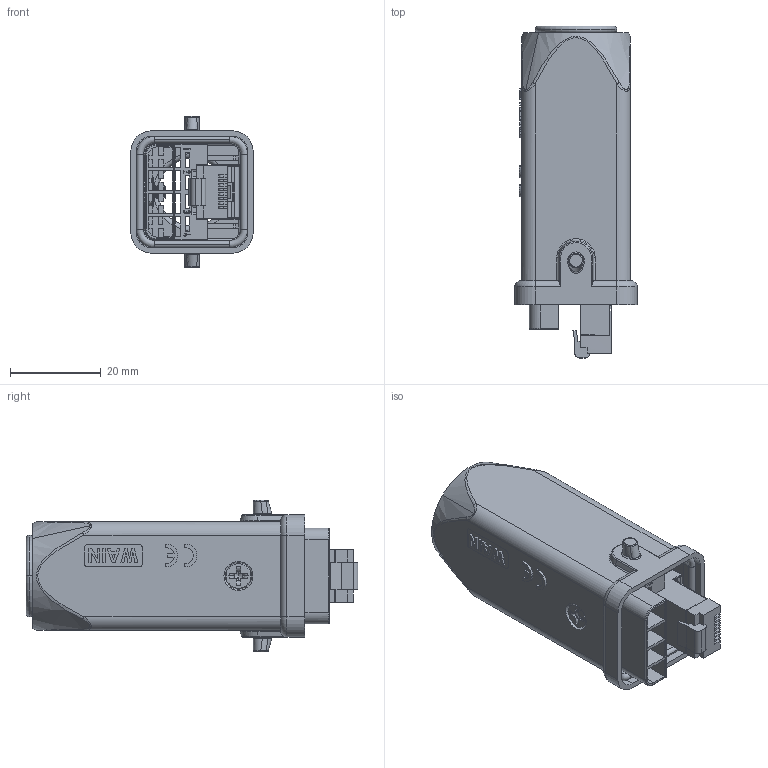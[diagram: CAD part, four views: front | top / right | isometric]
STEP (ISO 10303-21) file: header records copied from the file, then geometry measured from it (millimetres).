
FILE_DESCRIPTION((''),'2;1');
FILE_NAME('1210080010501_01-H3A-TE_S-2B-M2_ASM','2024-01-16T',('13843'),(''),'PRO/ENGINEER BY PARAMETRIC TECHNOLOGY CORPORATION, 2012480','PRO/ENGINEER BY PARAMETRIC TECHNOLOGY CORPORATION, 2012480','');
FILE_SCHEMA(('CONFIG_CONTROL_DESIGN'));
Length unit declared in the file: millimetre
Products named in the file (18): 1-2585; 2970000004618_01-H3A-004_RJ45-M_ASM; 2970000004621_01-RJ45-4PN__X2_7; 2970000004620_02-M3_SW4_3_2__X2; 9040000000028_01-_M3_6__X2_4E0D; 9030000000006_01-O_X2_578B5708_; 9030000000013_01-_X2_03A6_X0_1_; 2021070151001_01-P_WNA-M20_D6-1; 1021070151001_02-WNA-M20_D6-12__ASM; 9010520010001_01-RT12001_ZAMAK3; 2100034101027_01-P_H3A-TE-2B-M2_ASM; 9070100000011_01-FM-73-G2338__X; MANIFOLD_SOLID_BREP_2593; 1100034101002_03-H3A-TE-2B-M20__ASM; 9030000000135_01-H3A-D_L_D_L_X2; 1100034101102_03-H3A-TE_S-2B-M2_ASM; ASM0001_ASM; 1210080010501_01-H3A-TE_S-2B-M2_ASM
Assembly tree (17 placements, depth 6):
  1210080010501_01-H3A-TE_S-2B-M2_ASM
    ASM0001_ASM
      2970000004618_01-H3A-004_RJ45-M_ASM
        1-2585
      2970000004621_01-RJ45-4PN__X2_7
      2970000004620_02-M3_SW4_3_2__X2
      9040000000028_01-_M3_6__X2_4E0D
      9030000000006_01-O_X2_578B5708_
      1021070151001_02-WNA-M20_D6-12__ASM
        9030000000013_01-_X2_03A6_X0_1_
        2021070151001_01-P_WNA-M20_D6-1
      1100034101102_03-H3A-TE_S-2B-M2_ASM
        1100034101002_03-H3A-TE-2B-M20__ASM
          2100034101027_01-P_H3A-TE-2B-M2_ASM
            9010520010001_01-RT12001_ZAMAK3
          9070100000011_01-FM-73-G2338__X
          MANIFOLD_SOLID_BREP_2593
        9030000000135_01-H3A-D_L_D_L_X2
Bounding box: 27 x 73.28 x 33.4 mm (x, y, z)
Volume: 14298.8 mm3; surface area: 18575.7 mm2
Topology: 7 solids, 7 shells, 1070 faces, 3099 edges, 2040 vertices
Faces by surface type: plane 668, cylinder 294, torus 58, cone 25, bspline 23, sphere 2
Entity records: 53935 total; most frequent: CARTESIAN_POINT 13879, ORIENTED_EDGE 6190, DIRECTION 5508, PRESENTATION_STYLE_ASSIGNMENT 3419, STYLED_ITEM 3102, CURVE_STYLE 3095, EDGE_CURVE 3095, VECTOR 2194
